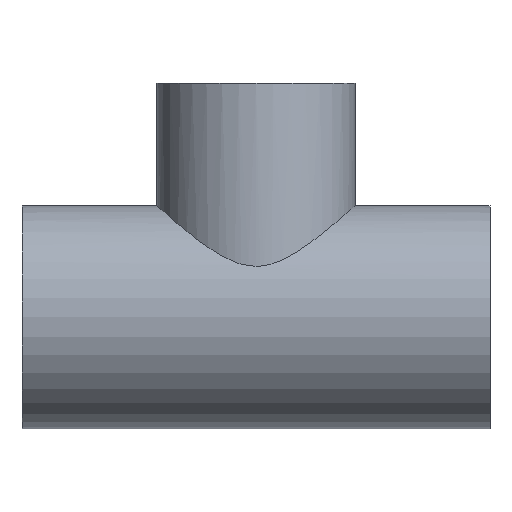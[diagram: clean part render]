
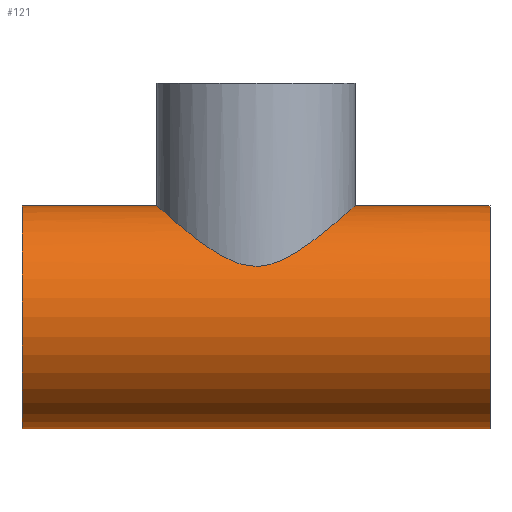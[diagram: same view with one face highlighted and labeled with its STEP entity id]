
A CAD part, front view. The second image highlights one B-rep face of the part: STEP entity #121.
In plain terms, the highlighted cylindrical face has radius 57.15 mm (diameter 114.3 mm), a full revolution.
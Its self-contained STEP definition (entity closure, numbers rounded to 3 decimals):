
#21=FACE_BOUND('',#39,.T.);
#28=FACE_OUTER_BOUND('',#38,.T.);
#38=EDGE_LOOP('',(#104,#105,#106,#107));
#39=EDGE_LOOP('',(#108,#109));
#46=CIRCLE('',#152,57.15);
#47=CIRCLE('',#154,57.15);
#51=LINE('',#350,#55);
#55=VECTOR('',#185,57.15);
#58=B_SPLINE_CURVE_WITH_KNOTS('',3,(#275,#276,#277,#278,#279,#280,#281,
#282,#283,#284,#285,#286,#287,#288,#289,#290,#291,#292),.UNSPECIFIED.,.F.,
 .F.,(4,2,2,2,2,2,2,2,4),(0.,1.097,2.193,3.29,
4.387,5.412,6.437,7.463,8.488),
 .UNSPECIFIED.);
#59=B_SPLINE_CURVE_WITH_KNOTS('',3,(#293,#294,#295,#296,#297,#298,#299,
#300,#301,#302,#303,#304,#305,#306,#307,#308,#309,#310,#311,#312,#313,#314,
#315,#316,#317,#318,#319,#320,#321,#322,#323,#324,#325,#326,#327,#328,#329,
#330,#331,#332,#333,#334,#335,#336,#337,#338,#339,#340,#341,#342),
 .UNSPECIFIED.,.F.,.F.,(4,2,2,2,2,2,2,2,2,2,2,2,2,2,2,2,2,2,2,2,2,2,2,2,
4),(8.488,9.513,10.539,11.564,
12.589,13.686,14.783,15.879,16.976,
18.073,19.17,20.266,21.363,22.388,
23.414,24.439,25.464,26.489,27.515,
28.54,29.565,30.662,31.759,32.855,
33.952),.UNSPECIFIED.);
#66=VERTEX_POINT('',#272);
#67=VERTEX_POINT('',#274);
#68=VERTEX_POINT('',#345);
#69=VERTEX_POINT('',#348);
#79=EDGE_CURVE('',#67,#66,#58,.T.);
#80=EDGE_CURVE('',#66,#67,#59,.T.);
#81=EDGE_CURVE('',#68,#68,#46,.T.);
#82=EDGE_CURVE('',#69,#69,#47,.T.);
#83=EDGE_CURVE('',#69,#68,#51,.T.);
#104=ORIENTED_EDGE('',*,*,#82,.F.);
#105=ORIENTED_EDGE('',*,*,#83,.T.);
#106=ORIENTED_EDGE('',*,*,#81,.F.);
#107=ORIENTED_EDGE('',*,*,#83,.F.);
#108=ORIENTED_EDGE('',*,*,#79,.T.);
#109=ORIENTED_EDGE('',*,*,#80,.T.);
#115=CYLINDRICAL_SURFACE('',#153,57.15);
#121=ADVANCED_FACE('',(#28,#21),#115,.T.);
#152=AXIS2_PLACEMENT_3D('',#346,#179,#180);
#153=AXIS2_PLACEMENT_3D('',#347,#181,#182);
#154=AXIS2_PLACEMENT_3D('',#349,#183,#184);
#179=DIRECTION('center_axis',(-1.,0.,0.));
#180=DIRECTION('ref_axis',(0.,1.,0.));
#181=DIRECTION('center_axis',(1.,0.,0.));
#182=DIRECTION('ref_axis',(0.,1.,0.));
#183=DIRECTION('center_axis',(1.,0.,0.));
#184=DIRECTION('ref_axis',(0.,1.,0.));
#185=DIRECTION('',(-1.,0.,0.));
#272=CARTESIAN_POINT('',(-50.8,0.,57.15));
#274=CARTESIAN_POINT('',(0.,-50.8,26.182));
#275=CARTESIAN_POINT('Ctrl Pts',(0.,-50.8,26.182));
#276=CARTESIAN_POINT('Ctrl Pts',(-3.656,-50.8,26.182));
#277=CARTESIAN_POINT('Ctrl Pts',(-7.113,-50.413,26.956));
#278=CARTESIAN_POINT('Ctrl Pts',(-13.724,-49.028,29.401));
#279=CARTESIAN_POINT('Ctrl Pts',(-16.881,-48.026,31.059));
#280=CARTESIAN_POINT('Ctrl Pts',(-22.924,-45.452,34.716));
#281=CARTESIAN_POINT('Ctrl Pts',(-25.802,-43.88,36.714));
#282=CARTESIAN_POINT('Ctrl Pts',(-31.18,-40.237,40.674));
#283=CARTESIAN_POINT('Ctrl Pts',(-33.677,-38.165,42.636));
#284=CARTESIAN_POINT('Ctrl Pts',(-38.019,-33.823,46.146));
#285=CARTESIAN_POINT('Ctrl Pts',(-40.045,-31.424,47.834));
#286=CARTESIAN_POINT('Ctrl Pts',(-43.7,-26.103,50.934));
#287=CARTESIAN_POINT('Ctrl Pts',(-45.33,-23.18,52.344));
#288=CARTESIAN_POINT('Ctrl Pts',(-48.004,-16.961,54.676));
#289=CARTESIAN_POINT('Ctrl Pts',(-49.052,-13.658,55.601));
#290=CARTESIAN_POINT('Ctrl Pts',(-50.45,-6.886,56.838));
#291=CARTESIAN_POINT('Ctrl Pts',(-50.8,-3.418,57.15));
#292=CARTESIAN_POINT('Ctrl Pts',(-50.8,0.,57.15));
#293=CARTESIAN_POINT('Ctrl Pts',(-50.8,0.,57.15));
#294=CARTESIAN_POINT('Ctrl Pts',(-50.8,3.418,57.15));
#295=CARTESIAN_POINT('Ctrl Pts',(-50.45,6.886,56.838));
#296=CARTESIAN_POINT('Ctrl Pts',(-49.052,13.658,55.601));
#297=CARTESIAN_POINT('Ctrl Pts',(-48.004,16.961,54.676));
#298=CARTESIAN_POINT('Ctrl Pts',(-45.33,23.18,52.344));
#299=CARTESIAN_POINT('Ctrl Pts',(-43.7,26.103,50.934));
#300=CARTESIAN_POINT('Ctrl Pts',(-40.045,31.424,47.834));
#301=CARTESIAN_POINT('Ctrl Pts',(-38.019,33.823,46.146));
#302=CARTESIAN_POINT('Ctrl Pts',(-33.677,38.165,42.636));
#303=CARTESIAN_POINT('Ctrl Pts',(-31.18,40.237,40.674));
#304=CARTESIAN_POINT('Ctrl Pts',(-25.802,43.88,36.714));
#305=CARTESIAN_POINT('Ctrl Pts',(-22.924,45.452,34.716));
#306=CARTESIAN_POINT('Ctrl Pts',(-16.881,48.026,31.059));
#307=CARTESIAN_POINT('Ctrl Pts',(-13.724,49.028,29.401));
#308=CARTESIAN_POINT('Ctrl Pts',(-7.113,50.413,26.956));
#309=CARTESIAN_POINT('Ctrl Pts',(-3.656,50.8,26.182));
#310=CARTESIAN_POINT('Ctrl Pts',(3.656,50.8,26.182));
#311=CARTESIAN_POINT('Ctrl Pts',(7.113,50.413,26.956));
#312=CARTESIAN_POINT('Ctrl Pts',(13.724,49.028,29.401));
#313=CARTESIAN_POINT('Ctrl Pts',(16.881,48.026,31.059));
#314=CARTESIAN_POINT('Ctrl Pts',(22.924,45.452,34.716));
#315=CARTESIAN_POINT('Ctrl Pts',(25.802,43.88,36.714));
#316=CARTESIAN_POINT('Ctrl Pts',(31.18,40.237,40.674));
#317=CARTESIAN_POINT('Ctrl Pts',(33.677,38.165,42.636));
#318=CARTESIAN_POINT('Ctrl Pts',(38.019,33.823,46.146));
#319=CARTESIAN_POINT('Ctrl Pts',(40.045,31.424,47.834));
#320=CARTESIAN_POINT('Ctrl Pts',(43.7,26.103,50.934));
#321=CARTESIAN_POINT('Ctrl Pts',(45.33,23.18,52.344));
#322=CARTESIAN_POINT('Ctrl Pts',(48.004,16.961,54.676));
#323=CARTESIAN_POINT('Ctrl Pts',(49.052,13.658,55.601));
#324=CARTESIAN_POINT('Ctrl Pts',(50.45,6.886,56.838));
#325=CARTESIAN_POINT('Ctrl Pts',(50.8,3.418,57.15));
#326=CARTESIAN_POINT('Ctrl Pts',(50.8,-3.418,57.15));
#327=CARTESIAN_POINT('Ctrl Pts',(50.45,-6.886,56.838));
#328=CARTESIAN_POINT('Ctrl Pts',(49.052,-13.658,55.601));
#329=CARTESIAN_POINT('Ctrl Pts',(48.004,-16.961,54.676));
#330=CARTESIAN_POINT('Ctrl Pts',(45.33,-23.18,52.344));
#331=CARTESIAN_POINT('Ctrl Pts',(43.7,-26.103,50.934));
#332=CARTESIAN_POINT('Ctrl Pts',(40.045,-31.424,47.834));
#333=CARTESIAN_POINT('Ctrl Pts',(38.019,-33.823,46.146));
#334=CARTESIAN_POINT('Ctrl Pts',(33.677,-38.165,42.636));
#335=CARTESIAN_POINT('Ctrl Pts',(31.18,-40.237,40.674));
#336=CARTESIAN_POINT('Ctrl Pts',(25.802,-43.88,36.714));
#337=CARTESIAN_POINT('Ctrl Pts',(22.924,-45.452,34.716));
#338=CARTESIAN_POINT('Ctrl Pts',(16.881,-48.026,31.059));
#339=CARTESIAN_POINT('Ctrl Pts',(13.724,-49.028,29.401));
#340=CARTESIAN_POINT('Ctrl Pts',(7.113,-50.413,26.956));
#341=CARTESIAN_POINT('Ctrl Pts',(3.656,-50.8,26.182));
#342=CARTESIAN_POINT('Ctrl Pts',(0.,-50.8,26.182));
#345=CARTESIAN_POINT('',(-120.,-57.15,0.));
#346=CARTESIAN_POINT('Origin',(-120.,0.,0.));
#347=CARTESIAN_POINT('Origin',(0.,0.,0.));
#348=CARTESIAN_POINT('',(120.,-57.15,0.));
#349=CARTESIAN_POINT('Origin',(120.,0.,0.));
#350=CARTESIAN_POINT('',(0.,-57.15,0.));
